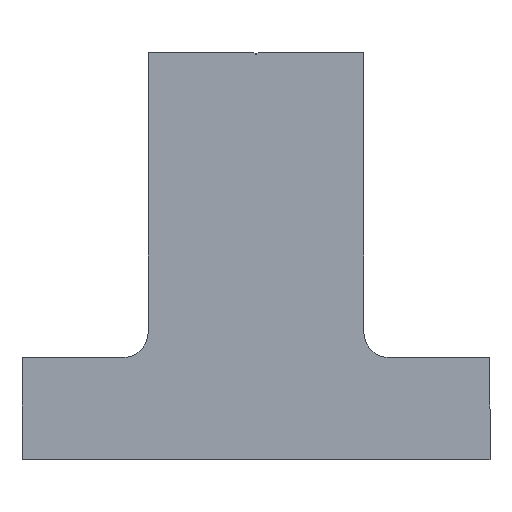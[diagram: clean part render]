
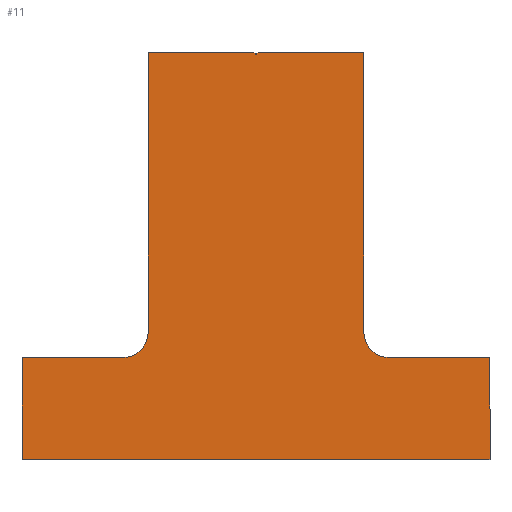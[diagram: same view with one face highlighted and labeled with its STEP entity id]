
A CAD part, top view. The second image highlights one B-rep face of the part: STEP entity #11.
In plain terms, the highlighted planar face has unit normal (0, 0, 1).
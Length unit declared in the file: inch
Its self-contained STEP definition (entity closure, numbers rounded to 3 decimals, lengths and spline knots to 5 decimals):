
#11 = ADVANCED_FACE ( 'NONE', ( #514 ), #696, .F. ) ;
#49 = EDGE_CURVE ( 'NONE', #255, #532, #592, .T. ) ;
#52 = EDGE_CURVE ( 'NONE', #532, #483, #534, .T. ) ;
#59 = EDGE_CURVE ( 'NONE', #474, #255, #589, .T. ) ;
#83 = EDGE_CURVE ( 'NONE', #228, #459, #541, .T. ) ;
#85 = EDGE_CURVE ( 'NONE', #259, #314, #484, .T. ) ;
#88 = EDGE_CURVE ( 'NONE', #259, #538, #525, .T. ) ;
#97 = AXIS2_PLACEMENT_3D ( 'NONE', #628, #717, #902 ) ;
#104 = EDGE_CURVE ( 'NONE', #195, #459, #364, .T. ) ;
#108 = EDGE_CURVE ( 'NONE', #184, #193, #369, .T. ) ;
#111 = EDGE_CURVE ( 'NONE', #254, #228, #388, .T. ) ;
#112 = EDGE_CURVE ( 'NONE', #202, #254, #392, .T. ) ;
#113 = EDGE_CURVE ( 'NONE', #193, #202, #374, .T. ) ;
#114 = EDGE_CURVE ( 'NONE', #314, #195, #414, .T. ) ;
#115 = EDGE_CURVE ( 'NONE', #483, #184, #381, .T. ) ;
#128 = AXIS2_PLACEMENT_3D ( 'NONE', #870, #769, #815 ) ;
#146 = EDGE_CURVE ( 'NONE', #538, #474, #436, .T. ) ;
#154 = AXIS2_PLACEMENT_3D ( 'NONE', #623, #822, #783 ) ;
#157 = AXIS2_PLACEMENT_3D ( 'NONE', #816, #636, #614 ) ;
#170 = ORIENTED_EDGE ( 'NONE', *, *, #104, .F. ) ;
#184 = VERTEX_POINT ( 'NONE', #846 ) ;
#192 = ORIENTED_EDGE ( 'NONE', *, *, #114, .F. ) ;
#193 = VERTEX_POINT ( 'NONE', #850 ) ;
#195 = VERTEX_POINT ( 'NONE', #651 ) ;
#202 = VERTEX_POINT ( 'NONE', #841 ) ;
#213 = ORIENTED_EDGE ( 'NONE', *, *, #83, .T. ) ;
#215 = ORIENTED_EDGE ( 'NONE', *, *, #115, .T. ) ;
#228 = VERTEX_POINT ( 'NONE', #708 ) ;
#235 = ORIENTED_EDGE ( 'NONE', *, *, #85, .F. ) ;
#246 = ORIENTED_EDGE ( 'NONE', *, *, #146, .T. ) ;
#254 = VERTEX_POINT ( 'NONE', #762 ) ;
#255 = VERTEX_POINT ( 'NONE', #678 ) ;
#259 = VERTEX_POINT ( 'NONE', #768 ) ;
#265 = ORIENTED_EDGE ( 'NONE', *, *, #88, .T. ) ;
#314 = VERTEX_POINT ( 'NONE', #875 ) ;
#315 = ORIENTED_EDGE ( 'NONE', *, *, #52, .T. ) ;
#318 = ORIENTED_EDGE ( 'NONE', *, *, #108, .T. ) ;
#329 = ORIENTED_EDGE ( 'NONE', *, *, #59, .T. ) ;
#335 = ORIENTED_EDGE ( 'NONE', *, *, #113, .T. ) ;
#336 = ORIENTED_EDGE ( 'NONE', *, *, #49, .T. ) ;
#340 = ORIENTED_EDGE ( 'NONE', *, *, #112, .T. ) ;
#341 = ORIENTED_EDGE ( 'NONE', *, *, #111, .T. ) ;
#352 = VECTOR ( 'NONE', #806, 39.37008 ) ;
#364 = LINE ( 'NONE', #763, #368 ) ;
#368 = VECTOR ( 'NONE', #780, 39.37008 ) ;
#369 = LINE ( 'NONE', #629, #435 ) ;
#373 = VECTOR ( 'NONE', #865, 39.37008 ) ;
#374 = LINE ( 'NONE', #675, #415 ) ;
#381 = LINE ( 'NONE', #917, #352 ) ;
#388 = LINE ( 'NONE', #764, #373 ) ;
#389 = VECTOR ( 'NONE', #882, 39.37008 ) ;
#392 = CIRCLE ( 'NONE', #154, 0.0625 ) ;
#414 = CIRCLE ( 'NONE', #128, 0.003 ) ;
#415 = VECTOR ( 'NONE', #874, 39.37008 ) ;
#435 = VECTOR ( 'NONE', #674, 39.37008 ) ;
#436 = LINE ( 'NONE', #663, #389 ) ;
#458 = VECTOR ( 'NONE', #908, 39.37008 ) ;
#459 = VERTEX_POINT ( 'NONE', #644 ) ;
#460 = VECTOR ( 'NONE', #831, 39.37008 ) ;
#473 = VECTOR ( 'NONE', #772, 39.37008 ) ;
#474 = VERTEX_POINT ( 'NONE', #782 ) ;
#483 = VERTEX_POINT ( 'NONE', #686 ) ;
#484 = LINE ( 'NONE', #638, #473 ) ;
#514 = FACE_OUTER_BOUND ( 'NONE', #580, .T. ) ;
#525 = LINE ( 'NONE', #773, #533 ) ;
#532 = VERTEX_POINT ( 'NONE', #881 ) ;
#533 = VECTOR ( 'NONE', #864, 39.37008 ) ;
#534 = LINE ( 'NONE', #726, #576 ) ;
#538 = VERTEX_POINT ( 'NONE', #778 ) ;
#541 = LINE ( 'NONE', #903, #460 ) ;
#576 = VECTOR ( 'NONE', #637, 39.37008 ) ;
#580 = EDGE_LOOP ( 'NONE', ( #235, #265, #246, #329, #336, #315, #215, #318, #335, #340, #341, #213, #170, #192 ) ) ;
#589 = CIRCLE ( 'NONE', #97, 0.0625 ) ;
#592 = LINE ( 'NONE', #779, #458 ) ;
#614 = DIRECTION ( 'NONE',  ( -1., 0., 0. ) ) ;
#623 = CARTESIAN_POINT ( 'NONE',  ( 0.3275, 0.3125, 0.25 ) ) ;
#628 = CARTESIAN_POINT ( 'NONE',  ( -0.3275, 0.3125, 0.25 ) ) ;
#629 = CARTESIAN_POINT ( 'NONE',  ( 0.575, 0., 0.25 ) ) ;
#636 = DIRECTION ( 'NONE',  ( 0., 0., -1. ) ) ;
#637 = DIRECTION ( 'NONE',  ( 0., -1., 0. ) ) ;
#638 = CARTESIAN_POINT ( 'NONE',  ( 0.49717, 0.49717, 0.25 ) ) ;
#644 = CARTESIAN_POINT ( 'NONE',  ( 0.00566, 1., 0.25 ) ) ;
#651 = CARTESIAN_POINT ( 'NONE',  ( 0.00212, 0.99646, 0.25 ) ) ;
#663 = CARTESIAN_POINT ( 'NONE',  ( -0.265, 0.25, 0.25 ) ) ;
#674 = DIRECTION ( 'NONE',  ( 0., 1., 0. ) ) ;
#675 = CARTESIAN_POINT ( 'NONE',  ( 0.265, 0.25, 0.25 ) ) ;
#678 = CARTESIAN_POINT ( 'NONE',  ( -0.3275, 0.25, 0.25 ) ) ;
#686 = CARTESIAN_POINT ( 'NONE',  ( -0.575, 0., 0.25 ) ) ;
#696 = PLANE ( 'NONE',  #157 ) ;
#708 = CARTESIAN_POINT ( 'NONE',  ( 0.265, 1., 0.25 ) ) ;
#717 = DIRECTION ( 'NONE',  ( 0., 0., -1. ) ) ;
#726 = CARTESIAN_POINT ( 'NONE',  ( -0.575, 0., 0.25 ) ) ;
#762 = CARTESIAN_POINT ( 'NONE',  ( 0.265, 0.3125, 0.25 ) ) ;
#763 = CARTESIAN_POINT ( 'NONE',  ( -0.49717, 0.49717, 0.25 ) ) ;
#764 = CARTESIAN_POINT ( 'NONE',  ( 0.265, 0.25, 0.25 ) ) ;
#768 = CARTESIAN_POINT ( 'NONE',  ( -0.00566, 1., 0.25 ) ) ;
#769 = DIRECTION ( 'NONE',  ( 0., 0., 1. ) ) ;
#772 = DIRECTION ( 'NONE',  ( 0.707, -0.707, 0. ) ) ;
#773 = CARTESIAN_POINT ( 'NONE',  ( -0.265, 1., 0.25 ) ) ;
#778 = CARTESIAN_POINT ( 'NONE',  ( -0.265, 1., 0.25 ) ) ;
#779 = CARTESIAN_POINT ( 'NONE',  ( -0.575, 0.25, 0.25 ) ) ;
#780 = DIRECTION ( 'NONE',  ( 0.707, 0.707, 0. ) ) ;
#782 = CARTESIAN_POINT ( 'NONE',  ( -0.265, 0.3125, 0.25 ) ) ;
#783 = DIRECTION ( 'NONE',  ( -1., 0., 0. ) ) ;
#806 = DIRECTION ( 'NONE',  ( 1., 0., 0. ) ) ;
#815 = DIRECTION ( 'NONE',  ( -1., 0., 0. ) ) ;
#816 = CARTESIAN_POINT ( 'NONE',  ( 0., 0., 0.25 ) ) ;
#822 = DIRECTION ( 'NONE',  ( 0., 0., -1. ) ) ;
#831 = DIRECTION ( 'NONE',  ( -1., 0., 0. ) ) ;
#841 = CARTESIAN_POINT ( 'NONE',  ( 0.3275, 0.25, 0.25 ) ) ;
#846 = CARTESIAN_POINT ( 'NONE',  ( 0.575, 0., 0.25 ) ) ;
#850 = CARTESIAN_POINT ( 'NONE',  ( 0.575, 0.25, 0.25 ) ) ;
#864 = DIRECTION ( 'NONE',  ( -1., 0., 0. ) ) ;
#865 = DIRECTION ( 'NONE',  ( 0., 1., 0. ) ) ;
#870 = CARTESIAN_POINT ( 'NONE',  ( 0., 0.99859, 0.25 ) ) ;
#874 = DIRECTION ( 'NONE',  ( -1., 0., 0. ) ) ;
#875 = CARTESIAN_POINT ( 'NONE',  ( -0.00212, 0.99646, 0.25 ) ) ;
#881 = CARTESIAN_POINT ( 'NONE',  ( -0.575, 0.25, 0.25 ) ) ;
#882 = DIRECTION ( 'NONE',  ( 0., -1., 0. ) ) ;
#902 = DIRECTION ( 'NONE',  ( -1., 0., 0. ) ) ;
#903 = CARTESIAN_POINT ( 'NONE',  ( -0.265, 1., 0.25 ) ) ;
#908 = DIRECTION ( 'NONE',  ( -1., 0., 0. ) ) ;
#917 = CARTESIAN_POINT ( 'NONE',  ( -0.575, 0., 0.25 ) ) ;
